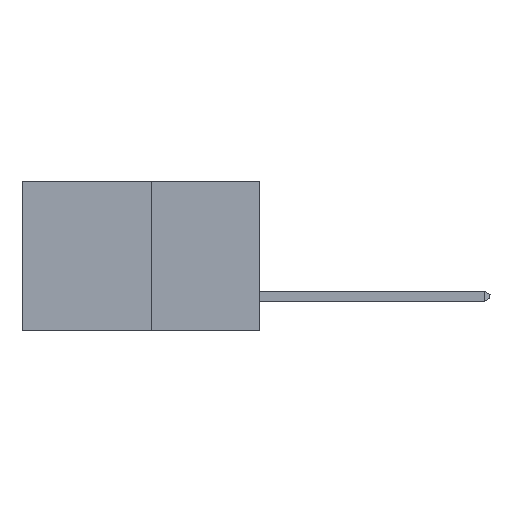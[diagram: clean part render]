
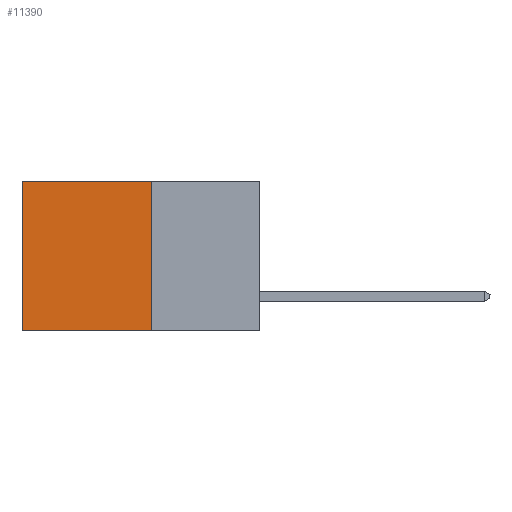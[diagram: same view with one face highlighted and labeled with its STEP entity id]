
A CAD part, left-side view. The second image highlights one B-rep face of the part: STEP entity #11390.
In plain terms, the highlighted planar face has unit normal (-1, 0, 0).
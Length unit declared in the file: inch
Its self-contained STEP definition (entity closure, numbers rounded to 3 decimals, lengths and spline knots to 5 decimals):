
#275 = EDGE_CURVE ( 'NONE', #9193, #598, #3195, .T. ) ;
#346 = EDGE_LOOP ( 'NONE', ( #3428, #403, #5166, #5321 ) ) ;
#403 = ORIENTED_EDGE ( 'NONE', *, *, #9529, .F. ) ;
#598 = VERTEX_POINT ( 'NONE', #6768 ) ;
#680 = VECTOR ( 'NONE', #8017, 39.37008 ) ;
#1145 = VERTEX_POINT ( 'NONE', #3846 ) ;
#1606 = EDGE_CURVE ( 'NONE', #9193, #1145, #4937, .T. ) ;
#2393 = VECTOR ( 'NONE', #3734, 39.37008 ) ;
#2861 = PLANE ( 'NONE',  #7916 ) ;
#3195 = LINE ( 'NONE', #5027, #680 ) ;
#3428 = ORIENTED_EDGE ( 'NONE', *, *, #10717, .T. ) ;
#3734 = DIRECTION ( 'NONE',  ( 0., 0., -1. ) ) ;
#3846 = CARTESIAN_POINT ( 'NONE',  ( 0.277, 0.27, -0.37 ) ) ;
#4647 = VECTOR ( 'NONE', #6734, 39.37008 ) ;
#4937 = LINE ( 'NONE', #9544, #4647 ) ;
#4956 = VECTOR ( 'NONE', #9238, 39.37008 ) ;
#5027 = CARTESIAN_POINT ( 'NONE',  ( 0.277, 0.27, 0. ) ) ;
#5166 = ORIENTED_EDGE ( 'NONE', *, *, #1606, .F. ) ;
#5321 = ORIENTED_EDGE ( 'NONE', *, *, #275, .T. ) ;
#5572 = DIRECTION ( 'NONE',  ( 1., 0., 0. ) ) ;
#5765 = CARTESIAN_POINT ( 'NONE',  ( 0.277, 0.27, -0.37 ) ) ;
#6430 = DIRECTION ( 'NONE',  ( 0., 0., -1. ) ) ;
#6734 = DIRECTION ( 'NONE',  ( 0., 0., -1. ) ) ;
#6768 = CARTESIAN_POINT ( 'NONE',  ( 0.277, 0.59, 0. ) ) ;
#7312 = LINE ( 'NONE', #5765, #4956 ) ;
#7916 = AXIS2_PLACEMENT_3D ( 'NONE', #9051, #5572, #6430 ) ;
#8017 = DIRECTION ( 'NONE',  ( 0., 1., 0. ) ) ;
#9051 = CARTESIAN_POINT ( 'NONE',  ( 0.277, 0.27, -0.37 ) ) ;
#9193 = VERTEX_POINT ( 'NONE', #10471 ) ;
#9238 = DIRECTION ( 'NONE',  ( 0., 1., 0. ) ) ;
#9321 = FACE_OUTER_BOUND ( 'NONE', #346, .T. ) ;
#9529 = EDGE_CURVE ( 'NONE', #1145, #10247, #7312, .T. ) ;
#9544 = CARTESIAN_POINT ( 'NONE',  ( 0.277, 0.27, -0.37 ) ) ;
#9733 = LINE ( 'NONE', #10736, #2393 ) ;
#10194 = CARTESIAN_POINT ( 'NONE',  ( 0.277, 0.59, -0.37 ) ) ;
#10247 = VERTEX_POINT ( 'NONE', #10194 ) ;
#10471 = CARTESIAN_POINT ( 'NONE',  ( 0.277, 0.27, 0. ) ) ;
#10717 = EDGE_CURVE ( 'NONE', #598, #10247, #9733, .T. ) ;
#10736 = CARTESIAN_POINT ( 'NONE',  ( 0.277, 0.59, -0.37 ) ) ;
#11390 = ADVANCED_FACE ( 'NONE', ( #9321 ), #2861, .F. ) ;
